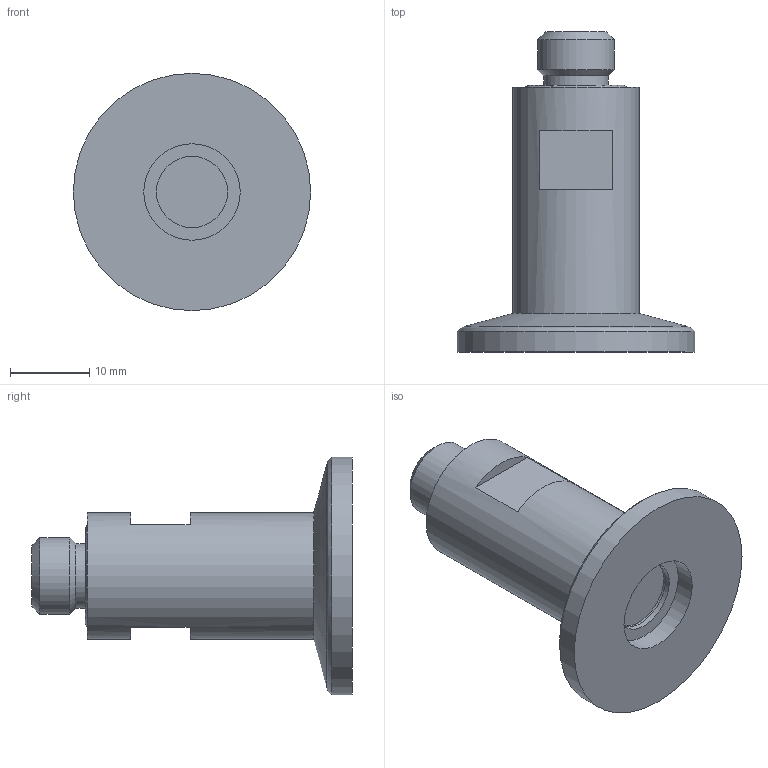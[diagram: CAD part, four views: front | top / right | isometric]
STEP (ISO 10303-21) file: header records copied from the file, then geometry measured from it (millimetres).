
FILE_DESCRIPTION((''),'2;1');
FILE_NAME('PM902261.stp','2009-12-03T11:07:44',('LEIB'),(''),'Autodesk Inventor 2009','Autodesk Inventor 2009','');
FILE_SCHEMA(('AUTOMOTIVE_DESIGN { 1 0 10303 214 1 1 1 1 }'));
Length unit declared in the file: millimetre
Products named in the file (1): PM902261
Bounding box: 30 x 40.5 x 30 mm (x, y, z)
Volume: 8623.2 mm3; surface area: 3902.7 mm2
Topology: 1 solids, 1 shells, 40 faces, 76 edges, 49 vertices
Faces by surface type: plane 19, cylinder 9, torus 5, cone 5, bspline 2
Full cylindrical faces by diameter (mm): 8.2 x1, 9 x2, 9.4 x1, 9.73 x1, 10.1 x1, 12.2 x1, 16 x1, 30 x1
Entity records: 1078 total; most frequent: CARTESIAN_POINT 261, DIRECTION 170, ORIENTED_EDGE 104, AXIS2_PLACEMENT_3D 79, EDGE_LOOP 70, EDGE_CURVE 52, VERTEX_POINT 44, CIRCLE 40
